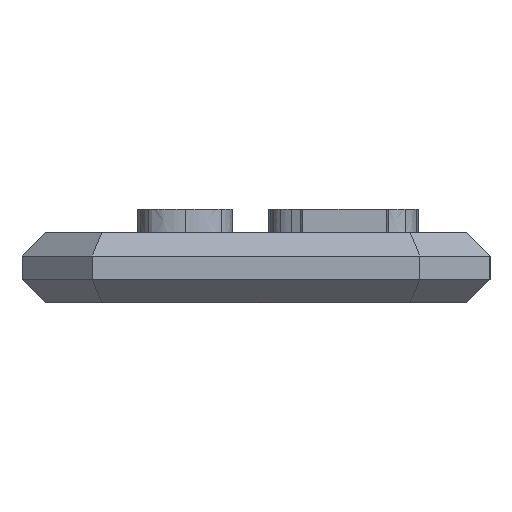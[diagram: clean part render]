
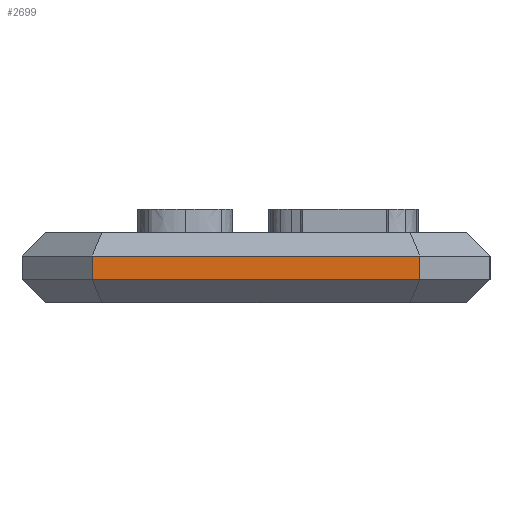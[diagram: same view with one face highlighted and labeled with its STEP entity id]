
A CAD part, left-side view. The second image highlights one B-rep face of the part: STEP entity #2699.
In plain terms, the highlighted planar face has unit normal (-1, 0, 0).
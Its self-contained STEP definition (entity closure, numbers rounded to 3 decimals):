
#2699=ADVANCED_FACE('',(#5816),#5818,.T.);
#5816=FACE_BOUND('',#5817,.T.);
#5817=EDGE_LOOP('',(#8703,#8704,#8705,#8706));
#5818=PLANE('',#5819);
#5819=AXIS2_PLACEMENT_3D('',#5820,#5821,#5822);
#5820=CARTESIAN_POINT('',(-30.,10.,0.));
#5821=DIRECTION('',(-1.,0.,0.));
#5822=DIRECTION('',(0.,-1.,0.));
#8703=ORIENTED_EDGE('',*,*,#10079,.T.);
#8704=ORIENTED_EDGE('',*,*,#10655,.T.);
#8705=ORIENTED_EDGE('',*,*,#10104,.F.);
#8706=ORIENTED_EDGE('',*,*,#10656,.F.);
#10079=EDGE_CURVE('',#11558,#11559,#11560,.T.);
#10104=EDGE_CURVE('',#11593,#11596,#11597,.T.);
#10655=EDGE_CURVE('',#11559,#11596,#12422,.T.);
#10656=EDGE_CURVE('',#11558,#11593,#12423,.T.);
#11558=VERTEX_POINT('',#14119);
#11559=VERTEX_POINT('',#14120);
#11560=LINE('',#14121,#14122);
#11593=VERTEX_POINT('',#14200);
#11596=VERTEX_POINT('',#14207);
#11597=LINE('',#14208,#14209);
#12422=LINE('',#16135,#16136);
#12423=LINE('',#16138,#16139);
#14119=CARTESIAN_POINT('',(-30.,7.,1.));
#14120=CARTESIAN_POINT('',(-30.,-7.,1.));
#14121=CARTESIAN_POINT('',(-30.,7.,1.));
#14122=VECTOR('',#14123,1.);
#14123=DIRECTION('',(0.,-1.,0.));
#14200=CARTESIAN_POINT('',(-30.,7.,2.));
#14207=CARTESIAN_POINT('',(-30.,-7.,2.));
#14208=CARTESIAN_POINT('',(-30.,7.,2.));
#14209=VECTOR('',#14210,1.);
#14210=DIRECTION('',(0.,-1.,0.));
#16135=CARTESIAN_POINT('',(-30.,-7.,1.));
#16136=VECTOR('',#16137,1.);
#16137=DIRECTION('',(0.,0.,1.));
#16138=CARTESIAN_POINT('',(-30.,7.,1.));
#16139=VECTOR('',#16140,1.);
#16140=DIRECTION('',(0.,0.,1.));
